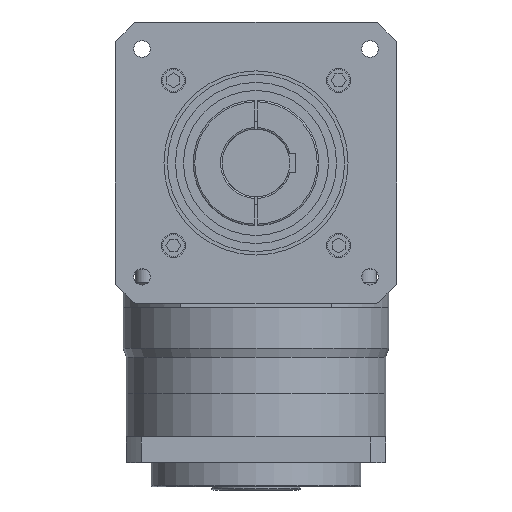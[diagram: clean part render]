
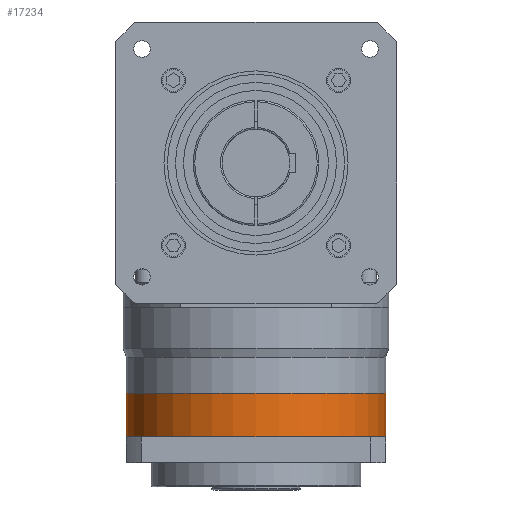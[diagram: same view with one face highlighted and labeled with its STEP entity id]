
A CAD part, front view. The second image highlights one B-rep face of the part: STEP entity #17234.
In plain terms, the highlighted cylindrical face has radius 80.5 mm (diameter 161 mm), a partial arc.
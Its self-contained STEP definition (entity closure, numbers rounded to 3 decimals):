
#104 = VERTEX_POINT ( 'NONE', #13324 ) ;
#326 = FACE_OUTER_BOUND ( 'NONE', #1910, .T. ) ;
#677 = VERTEX_POINT ( 'NONE', #13005 ) ;
#1794 = VERTEX_POINT ( 'NONE', #7092 ) ;
#1860 = ORIENTED_EDGE ( 'NONE', *, *, #2620, .T. ) ;
#1910 = EDGE_LOOP ( 'NONE', ( #5757, #11933, #12901, #10301, #1860 ) ) ;
#2525 = VERTEX_POINT ( 'NONE', #17895 ) ;
#2620 = EDGE_CURVE ( 'NONE', #104, #2525, #13503, .T. ) ;
#2734 = DIRECTION ( 'NONE',  ( 0., 0., -1. ) ) ;
#3116 = DIRECTION ( 'NONE',  ( 0., 0., -1. ) ) ;
#3902 = DIRECTION ( 'NONE',  ( 1., 0., 0. ) ) ;
#4296 = CARTESIAN_POINT ( 'NONE',  ( -80.5, 0., -80. ) ) ;
#4387 = DIRECTION ( 'NONE',  ( 0., 0., 1. ) ) ;
#4499 = CARTESIAN_POINT ( 'NONE',  ( 0., 0., -80. ) ) ;
#4883 = DIRECTION ( 'NONE',  ( 0., 0., 1. ) ) ;
#5178 = AXIS2_PLACEMENT_3D ( 'NONE', #4499, #14267, #5873 ) ;
#5757 = ORIENTED_EDGE ( 'NONE', *, *, #16787, .F. ) ;
#5873 = DIRECTION ( 'NONE',  ( -1., 0., 0. ) ) ;
#6641 = CARTESIAN_POINT ( 'NONE',  ( 0., 0., -96. ) ) ;
#6920 = CIRCLE ( 'NONE', #5178, 80.5 ) ;
#7092 = CARTESIAN_POINT ( 'NONE',  ( 0., -80.5, -80. ) ) ;
#7631 = CARTESIAN_POINT ( 'NONE',  ( 80.5, 0., -96. ) ) ;
#8023 = AXIS2_PLACEMENT_3D ( 'NONE', #11105, #2734, #12506 ) ;
#8082 = EDGE_CURVE ( 'NONE', #1794, #9931, #6920, .T. ) ;
#8892 = LINE ( 'NONE', #14278, #13957 ) ;
#9931 = VERTEX_POINT ( 'NONE', #4296 ) ;
#10301 = ORIENTED_EDGE ( 'NONE', *, *, #16458, .T. ) ;
#10618 = AXIS2_PLACEMENT_3D ( 'NONE', #11489, #3116, #12887 ) ;
#11077 = CYLINDRICAL_SURFACE ( 'NONE', #16825, 80.5 ) ;
#11105 = CARTESIAN_POINT ( 'NONE',  ( 0., 0., -53. ) ) ;
#11489 = CARTESIAN_POINT ( 'NONE',  ( 0., 0., -80. ) ) ;
#11791 = VECTOR ( 'NONE', #4883, 1000. ) ;
#11933 = ORIENTED_EDGE ( 'NONE', *, *, #8082, .F. ) ;
#12268 = DIRECTION ( 'NONE',  ( 0., 0., 1. ) ) ;
#12506 = DIRECTION ( 'NONE',  ( -1., 0., 0. ) ) ;
#12887 = DIRECTION ( 'NONE',  ( -1., 0., 0. ) ) ;
#12901 = ORIENTED_EDGE ( 'NONE', *, *, #16977, .F. ) ;
#13005 = CARTESIAN_POINT ( 'NONE',  ( 80.5, 0., -80. ) ) ;
#13061 = CIRCLE ( 'NONE', #10618, 80.5 ) ;
#13324 = CARTESIAN_POINT ( 'NONE',  ( 80.5, 0., -53. ) ) ;
#13503 = CIRCLE ( 'NONE', #8023, 80.5 ) ;
#13957 = VECTOR ( 'NONE', #4387, 1000. ) ;
#14267 = DIRECTION ( 'NONE',  ( 0., 0., -1. ) ) ;
#14278 = CARTESIAN_POINT ( 'NONE',  ( -80.5, 0., -96. ) ) ;
#15497 = LINE ( 'NONE', #7631, #11791 ) ;
#16458 = EDGE_CURVE ( 'NONE', #677, #104, #15497, .T. ) ;
#16787 = EDGE_CURVE ( 'NONE', #9931, #2525, #8892, .T. ) ;
#16825 = AXIS2_PLACEMENT_3D ( 'NONE', #6641, #12268, #3902 ) ;
#16977 = EDGE_CURVE ( 'NONE', #677, #1794, #13061, .T. ) ;
#17234 = ADVANCED_FACE ( 'NONE', ( #326 ), #11077, .T. ) ;
#17895 = CARTESIAN_POINT ( 'NONE',  ( -80.5, 0., -53. ) ) ;
